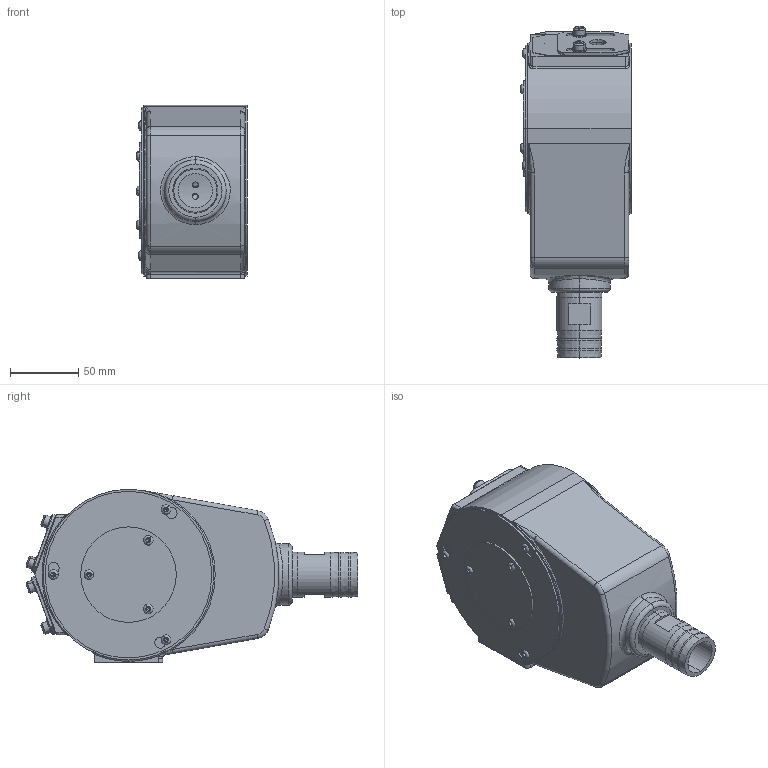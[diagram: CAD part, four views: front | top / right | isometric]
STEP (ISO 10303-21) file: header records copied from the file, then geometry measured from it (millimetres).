
FILE_DESCRIPTION (( 'STEP AP203' ), '1' );
FILE_NAME ('CF-CT-06S.STEP', '2019-08-07T00:36:57', ( '' ), ( '' ), 'SwSTEP 2.0', 'SolidWorks 2016', '' );
FILE_SCHEMA (( 'CONFIG_CONTROL_DESIGN' ));
Length unit declared in the file: millimetre
Products named in the file (11): M4x8半圓頭; M4x6半圓頭; CT-08洩油管; CT-08檢出板B; CT-08檢出板A; CT-08墊圈M5; CF-CT-06-09000; M5x10; CF-CT-06-11000; CF-CT-06S; CF-CT-06-12000
Assembly tree (22 placements, depth 2):
  CF-CT-06S
    CF-CT-06-09000
    CF-CT-06-11000
    CF-CT-06-12000
    M4x8半圓頭  x3
    M4x6半圓頭  x3
    CT-08洩油管
    CT-08檢出板B  x2
    CT-08檢出板A  x2
    CT-08墊圈M5  x4
    M5x10  x4
Bounding box: 81 x 242.99 x 127 mm (x, y, z)
Volume: 308683.5 mm3; surface area: 173072.9 mm2
Topology: 22 solids, 22 shells, 551 faces, 1317 edges, 814 vertices
Faces by surface type: plane 265, cylinder 174, cone 60, torus 39, bspline 13
Entity records: 12643 total; most frequent: CARTESIAN_POINT 3450, DIRECTION 1710, ORIENTED_EDGE 1534, EDGE_CURVE 767, AXIS2_PLACEMENT_3D 668, VERTEX_POINT 483, EDGE_LOOP 386, VECTOR 374
